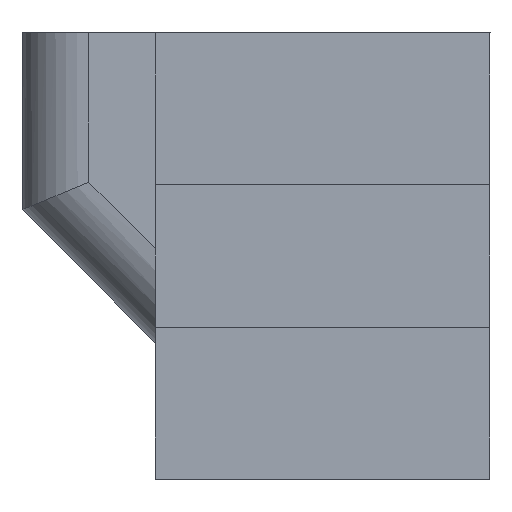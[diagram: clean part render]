
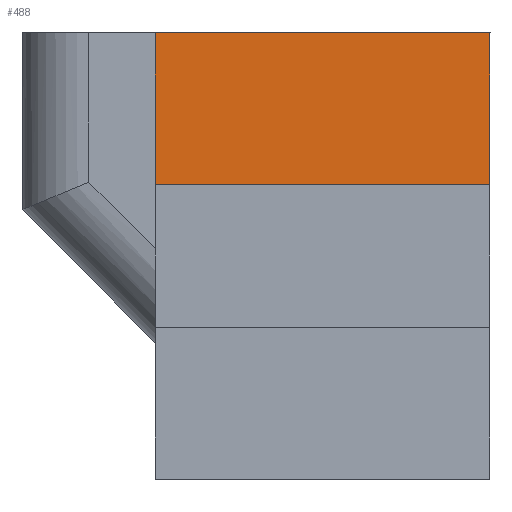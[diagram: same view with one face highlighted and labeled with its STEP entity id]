
A CAD part, left-side view. The second image highlights one B-rep face of the part: STEP entity #488.
In plain terms, the highlighted planar face has unit normal (-1, 0, 0).
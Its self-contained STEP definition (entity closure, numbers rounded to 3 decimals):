
#34=PLANE('',#539);
#60=FACE_OUTER_BOUND('',#87,.T.);
#87=EDGE_LOOP('',(#406,#407,#408,#409));
#120=LINE('',#751,#175);
#126=LINE('',#763,#181);
#137=LINE('',#784,#192);
#139=LINE('',#787,#194);
#175=VECTOR('',#618,10.);
#181=VECTOR('',#626,10.);
#192=VECTOR('',#643,10.);
#194=VECTOR('',#647,10.);
#239=VERTEX_POINT('',#748);
#240=VERTEX_POINT('',#750);
#245=VERTEX_POINT('',#762);
#252=VERTEX_POINT('',#783);
#292=EDGE_CURVE('',#240,#239,#120,.T.);
#298=EDGE_CURVE('',#245,#240,#126,.T.);
#309=EDGE_CURVE('',#245,#252,#137,.T.);
#311=EDGE_CURVE('',#252,#239,#139,.T.);
#406=ORIENTED_EDGE('',*,*,#298,.T.);
#407=ORIENTED_EDGE('',*,*,#292,.T.);
#408=ORIENTED_EDGE('',*,*,#311,.F.);
#409=ORIENTED_EDGE('',*,*,#309,.F.);
#488=ADVANCED_FACE('',(#60),#34,.T.);
#539=AXIS2_PLACEMENT_3D('',#786,#645,#646);
#618=DIRECTION('',(0.,0.,1.));
#626=DIRECTION('',(0.,-1.,0.));
#643=DIRECTION('',(0.,0.,1.));
#645=DIRECTION('center_axis',(-1.,0.,0.));
#646=DIRECTION('ref_axis',(0.,-1.,0.));
#647=DIRECTION('',(0.,-1.,0.));
#748=CARTESIAN_POINT('',(-1378.79,391.468,10.006));
#750=CARTESIAN_POINT('',(-1378.79,391.468,3.206));
#751=CARTESIAN_POINT('',(-1378.79,391.468,-9.994));
#762=CARTESIAN_POINT('',(-1378.79,406.468,3.206));
#763=CARTESIAN_POINT('',(-1378.79,406.468,3.206));
#783=CARTESIAN_POINT('',(-1378.79,406.468,10.006));
#784=CARTESIAN_POINT('',(-1378.79,406.468,-9.994));
#786=CARTESIAN_POINT('Origin',(-1378.79,406.468,-9.994));
#787=CARTESIAN_POINT('',(-1378.79,681.342,10.006));
